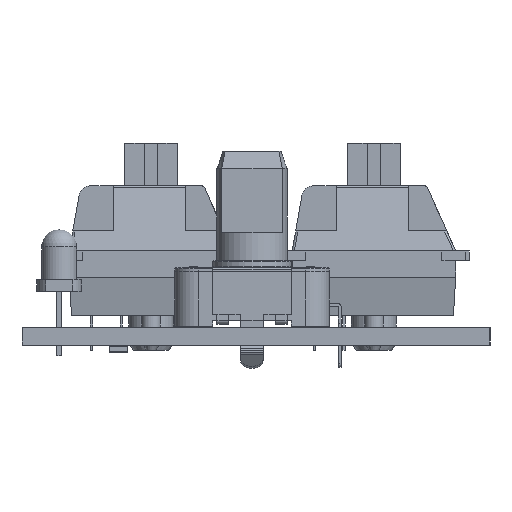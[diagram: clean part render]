
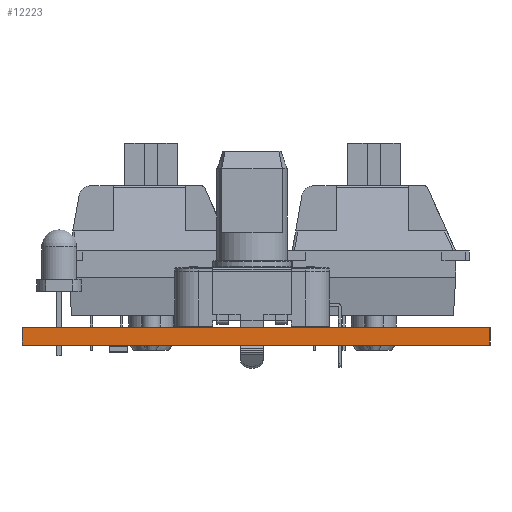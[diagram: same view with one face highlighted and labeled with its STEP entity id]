
A CAD part, left-side view. The second image highlights one B-rep face of the part: STEP entity #12223.
In plain terms, the highlighted planar face has unit normal (-1, 0, 0).
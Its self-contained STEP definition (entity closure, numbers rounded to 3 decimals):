
#12167 = VERTEX_POINT('',#12168);
#12168 = CARTESIAN_POINT('',(74.93,-89.535,1.51));
#12174 = EDGE_CURVE('',#12175,#12167,#12177,.T.);
#12175 = VERTEX_POINT('',#12176);
#12176 = CARTESIAN_POINT('',(74.93,-89.535,0.));
#12177 = LINE('',#12178,#12179);
#12178 = CARTESIAN_POINT('',(74.93,-89.535,0.));
#12179 = VECTOR('',#12180,1.);
#12180 = DIRECTION('',(0.,0.,1.));
#12223 = ADVANCED_FACE('',(#12224),#12249,.T.);
#12224 = FACE_BOUND('',#12225,.T.);
#12225 = EDGE_LOOP('',(#12226,#12227,#12235,#12243));
#12226 = ORIENTED_EDGE('',*,*,#12174,.T.);
#12227 = ORIENTED_EDGE('',*,*,#12228,.T.);
#12228 = EDGE_CURVE('',#12167,#12229,#12231,.T.);
#12229 = VERTEX_POINT('',#12230);
#12230 = CARTESIAN_POINT('',(74.93,-49.53,1.51));
#12231 = LINE('',#12232,#12233);
#12232 = CARTESIAN_POINT('',(74.93,-89.535,1.51));
#12233 = VECTOR('',#12234,1.);
#12234 = DIRECTION('',(0.,1.,0.));
#12235 = ORIENTED_EDGE('',*,*,#12236,.F.);
#12236 = EDGE_CURVE('',#12237,#12229,#12239,.T.);
#12237 = VERTEX_POINT('',#12238);
#12238 = CARTESIAN_POINT('',(74.93,-49.53,0.));
#12239 = LINE('',#12240,#12241);
#12240 = CARTESIAN_POINT('',(74.93,-49.53,0.));
#12241 = VECTOR('',#12242,1.);
#12242 = DIRECTION('',(0.,0.,1.));
#12243 = ORIENTED_EDGE('',*,*,#12244,.F.);
#12244 = EDGE_CURVE('',#12175,#12237,#12245,.T.);
#12245 = LINE('',#12246,#12247);
#12246 = CARTESIAN_POINT('',(74.93,-89.535,0.));
#12247 = VECTOR('',#12248,1.);
#12248 = DIRECTION('',(0.,1.,0.));
#12249 = PLANE('',#12250);
#12250 = AXIS2_PLACEMENT_3D('',#12251,#12252,#12253);
#12251 = CARTESIAN_POINT('',(74.93,-89.535,0.));
#12252 = DIRECTION('',(-1.,0.,0.));
#12253 = DIRECTION('',(0.,1.,0.));
